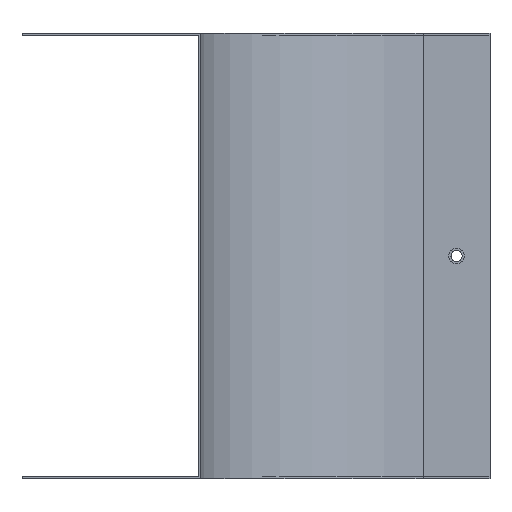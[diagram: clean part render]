
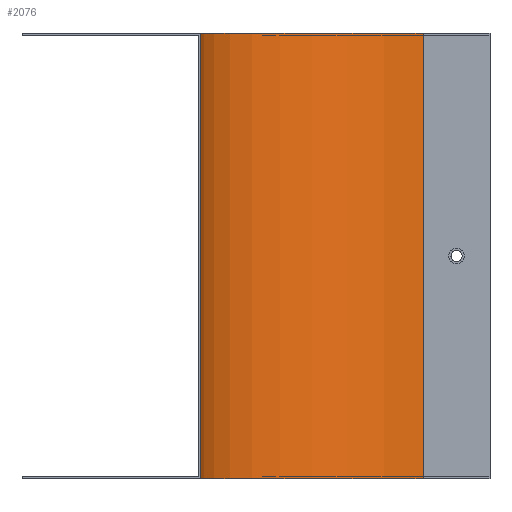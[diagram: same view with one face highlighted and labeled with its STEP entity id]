
A CAD part, left-side view. The second image highlights one B-rep face of the part: STEP entity #2076.
In plain terms, the highlighted cylindrical face has radius 100 mm (diameter 200 mm), a partial arc.
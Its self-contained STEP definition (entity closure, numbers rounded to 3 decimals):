
#31 = AXIS2_PLACEMENT_3D ( 'NONE', #459, #458, #451 ) ;
#163 = LINE ( 'NONE', #1598, #168 ) ;
#168 = VECTOR ( 'NONE', #1592, 1000. ) ;
#223 = DIRECTION ( 'NONE',  ( 0., 0., -1. ) ) ;
#236 = CARTESIAN_POINT ( 'NONE',  ( -100., 30., -199. ) ) ;
#237 = DIRECTION ( 'NONE',  ( 0., 0., -1. ) ) ;
#238 = DIRECTION ( 'NONE',  ( -1., 0., 0. ) ) ;
#241 = CARTESIAN_POINT ( 'NONE',  ( -100., 30., 1. ) ) ;
#242 = DIRECTION ( 'NONE',  ( 0., 0., -1. ) ) ;
#243 = DIRECTION ( 'NONE',  ( -1., 0., 0. ) ) ;
#451 = DIRECTION ( 'NONE',  ( -1., 0., 0. ) ) ;
#458 = DIRECTION ( 'NONE',  ( 0., 0., -1. ) ) ;
#459 = CARTESIAN_POINT ( 'NONE',  ( -100., 30., 1. ) ) ;
#498 = AXIS2_PLACEMENT_3D ( 'NONE', #241, #242, #243 ) ;
#499 = AXIS2_PLACEMENT_3D ( 'NONE', #236, #237, #238 ) ;
#555 = EDGE_LOOP ( 'NONE', ( #2043, #2042, #2041, #2040 ) ) ;
#652 = VERTEX_POINT ( 'NONE', #2501 ) ;
#668 = VERTEX_POINT ( 'NONE', #2485 ) ;
#690 = VERTEX_POINT ( 'NONE', #2367 ) ;
#805 = EDGE_CURVE ( 'NONE', #652, #690, #163, .T. ) ;
#1028 = CARTESIAN_POINT ( 'NONE',  ( 0., 30., -199. ) ) ;
#1494 = CARTESIAN_POINT ( 'NONE',  ( 0., 30., 1. ) ) ;
#1536 = EDGE_CURVE ( 'NONE', #690, #2223, #1624, .T. ) ;
#1537 = EDGE_CURVE ( 'NONE', #668, #2223, #1626, .T. ) ;
#1538 = EDGE_CURVE ( 'NONE', #652, #668, #1630, .T. ) ;
#1592 = DIRECTION ( 'NONE',  ( 0., 0., -1. ) ) ;
#1598 = CARTESIAN_POINT ( 'NONE',  ( -100., 130., 1. ) ) ;
#1624 = CIRCLE ( 'NONE', #499, 100. ) ;
#1626 = LINE ( 'NONE', #1494, #1628 ) ;
#1628 = VECTOR ( 'NONE', #223, 1000. ) ;
#1630 = CIRCLE ( 'NONE', #498, 100. ) ;
#1763 = FACE_OUTER_BOUND ( 'NONE', #555, .T. ) ;
#1777 = CYLINDRICAL_SURFACE ( 'NONE', #31, 100. ) ;
#2040 = ORIENTED_EDGE ( 'NONE', *, *, #1538, .F. ) ;
#2041 = ORIENTED_EDGE ( 'NONE', *, *, #1537, .F. ) ;
#2042 = ORIENTED_EDGE ( 'NONE', *, *, #1536, .T. ) ;
#2043 = ORIENTED_EDGE ( 'NONE', *, *, #805, .T. ) ;
#2076 = ADVANCED_FACE ( 'NONE', ( #1763 ), #1777, .F. ) ;
#2223 = VERTEX_POINT ( 'NONE', #1028 ) ;
#2367 = CARTESIAN_POINT ( 'NONE',  ( -100., 130., -199. ) ) ;
#2485 = CARTESIAN_POINT ( 'NONE',  ( 0., 30., 1. ) ) ;
#2501 = CARTESIAN_POINT ( 'NONE',  ( -100., 130., 1. ) ) ;
